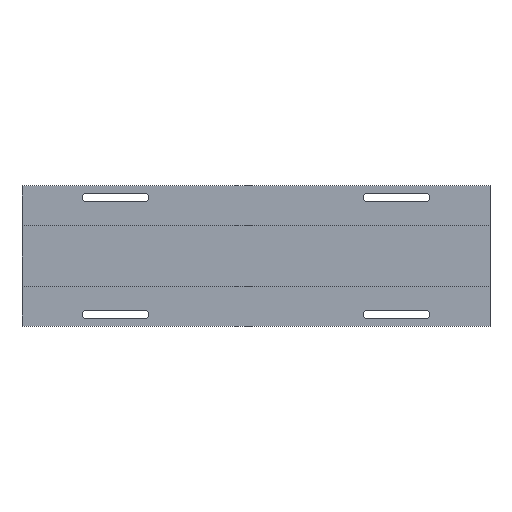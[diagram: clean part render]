
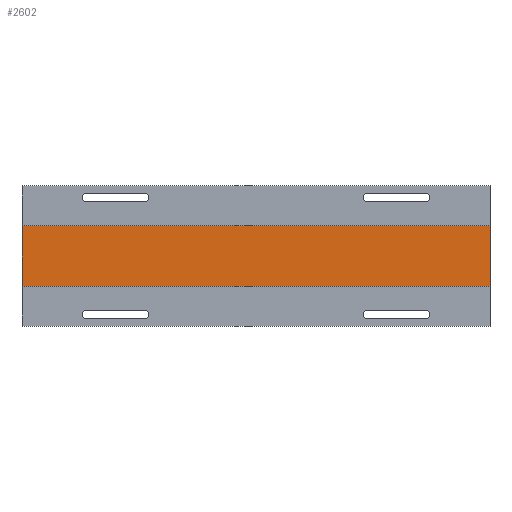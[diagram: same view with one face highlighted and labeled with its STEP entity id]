
A CAD part, front view. The second image highlights one B-rep face of the part: STEP entity #2602.
In plain terms, the highlighted planar face has unit normal (0, -1, 0).
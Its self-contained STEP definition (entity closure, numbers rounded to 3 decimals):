
#69 = VERTEX_POINT ( 'NONE', #3042 ) ;
#106 = VECTOR ( 'NONE', #832, 1000. ) ;
#187 = VECTOR ( 'NONE', #3771, 1000. ) ;
#271 = FACE_OUTER_BOUND ( 'NONE', #2271, .T. ) ;
#351 = EDGE_CURVE ( 'NONE', #2032, #1352, #3776, .T. ) ;
#482 = CARTESIAN_POINT ( 'NONE',  ( -188.934, -64., 426. ) ) ;
#539 = ORIENTED_EDGE ( 'NONE', *, *, #2088, .T. ) ;
#592 = VECTOR ( 'NONE', #3141, 1000. ) ;
#832 = DIRECTION ( 'NONE',  ( -1., 0., 0. ) ) ;
#968 = CARTESIAN_POINT ( 'NONE',  ( 211.066, -64., 426. ) ) ;
#1032 = DIRECTION ( 'NONE',  ( 0., 0., -1. ) ) ;
#1054 = ORIENTED_EDGE ( 'NONE', *, *, #4115, .F. ) ;
#1099 = LINE ( 'NONE', #1801, #187 ) ;
#1202 = LINE ( 'NONE', #2555, #106 ) ;
#1235 = ORIENTED_EDGE ( 'NONE', *, *, #351, .F. ) ;
#1239 = DIRECTION ( 'NONE',  ( 0., 0., 1. ) ) ;
#1352 = VERTEX_POINT ( 'NONE', #3514 ) ;
#1801 = CARTESIAN_POINT ( 'NONE',  ( 211.066, -64., 374. ) ) ;
#1883 = CARTESIAN_POINT ( 'NONE',  ( -188.934, -64., 426. ) ) ;
#1970 = VERTEX_POINT ( 'NONE', #1883 ) ;
#2022 = CARTESIAN_POINT ( 'NONE',  ( 211.066, -64., 426. ) ) ;
#2032 = VERTEX_POINT ( 'NONE', #2737 ) ;
#2088 = EDGE_CURVE ( 'NONE', #2032, #1970, #1202, .T. ) ;
#2271 = EDGE_LOOP ( 'NONE', ( #2422, #1054, #1235, #539 ) ) ;
#2274 = DIRECTION ( 'NONE',  ( 0., 1., 0. ) ) ;
#2310 = VECTOR ( 'NONE', #1032, 1000. ) ;
#2422 = ORIENTED_EDGE ( 'NONE', *, *, #3673, .T. ) ;
#2555 = CARTESIAN_POINT ( 'NONE',  ( 211.066, -64., 426. ) ) ;
#2602 = ADVANCED_FACE ( 'NONE', ( #271 ), #4220, .F. ) ;
#2737 = CARTESIAN_POINT ( 'NONE',  ( 211.066, -64., 426. ) ) ;
#3042 = CARTESIAN_POINT ( 'NONE',  ( -188.934, -64., 374. ) ) ;
#3141 = DIRECTION ( 'NONE',  ( 0., 0., -1. ) ) ;
#3514 = CARTESIAN_POINT ( 'NONE',  ( 211.066, -64., 374. ) ) ;
#3673 = EDGE_CURVE ( 'NONE', #1970, #69, #4174, .T. ) ;
#3771 = DIRECTION ( 'NONE',  ( -1., 0., 0. ) ) ;
#3776 = LINE ( 'NONE', #2022, #2310 ) ;
#4115 = EDGE_CURVE ( 'NONE', #1352, #69, #1099, .T. ) ;
#4158 = AXIS2_PLACEMENT_3D ( 'NONE', #968, #2274, #1239 ) ;
#4174 = LINE ( 'NONE', #482, #592 ) ;
#4220 = PLANE ( 'NONE',  #4158 ) ;
